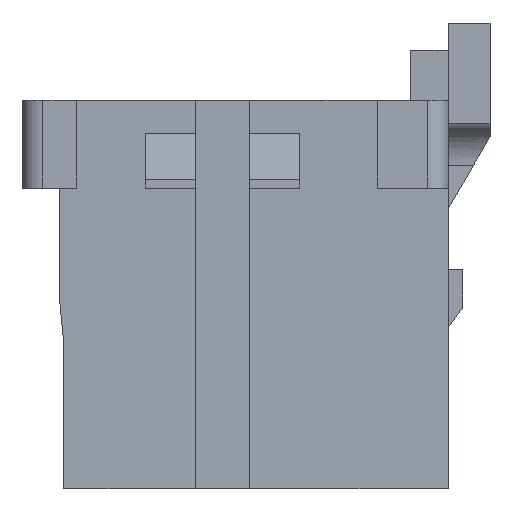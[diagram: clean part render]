
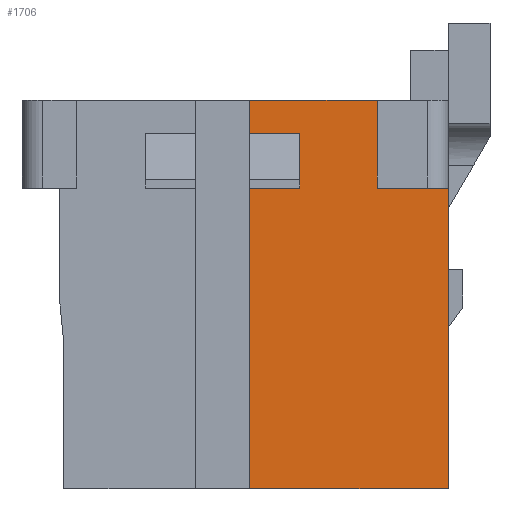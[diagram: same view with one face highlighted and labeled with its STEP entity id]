
A CAD part, left-side view. The second image highlights one B-rep face of the part: STEP entity #1706.
In plain terms, the highlighted planar face has unit normal (-1, 0, 0).
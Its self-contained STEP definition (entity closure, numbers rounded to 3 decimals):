
#1706 = ADVANCED_FACE( '', ( #4211 ), #4212, .F. );
#4211 = FACE_OUTER_BOUND( '', #7453, .T. );
#4212 = PLANE( '', #7454 );
#7453 = EDGE_LOOP( '', ( #12927, #12928, #12929, #12930, #12931, #12932, #12933, #12934, #12935, #12936 ) );
#7454 = AXIS2_PLACEMENT_3D( '', #12937, #12938, #12939 );
#12927 = ORIENTED_EDGE( '', *, *, #21570, .T. );
#12928 = ORIENTED_EDGE( '', *, *, #21571, .T. );
#12929 = ORIENTED_EDGE( '', *, *, #19996, .F. );
#12930 = ORIENTED_EDGE( '', *, *, #20792, .F. );
#12931 = ORIENTED_EDGE( '', *, *, #21572, .F. );
#12932 = ORIENTED_EDGE( '', *, *, #21573, .F. );
#12933 = ORIENTED_EDGE( '', *, *, #20437, .F. );
#12934 = ORIENTED_EDGE( '', *, *, #21482, .F. );
#12935 = ORIENTED_EDGE( '', *, *, #19992, .F. );
#12936 = ORIENTED_EDGE( '', *, *, #21574, .T. );
#12937 = CARTESIAN_POINT( '', ( -17.8, 0., 0. ) );
#12938 = DIRECTION( '', ( 1., 0., 0. ) );
#12939 = DIRECTION( '', ( 0., 0., -1. ) );
#19992 = EDGE_CURVE( '', #24231, #24233, #24234, .T. );
#19996 = EDGE_CURVE( '', #24239, #24241, #24242, .T. );
#20437 = EDGE_CURVE( '', #25029, #25030, #25031, .T. );
#20792 = EDGE_CURVE( '', #25620, #24239, #25622, .T. );
#21482 = EDGE_CURVE( '', #24233, #25029, #26701, .T. );
#21570 = EDGE_CURVE( '', #26843, #26844, #26845, .T. );
#21571 = EDGE_CURVE( '', #26844, #24241, #26846, .T. );
#21572 = EDGE_CURVE( '', #26847, #25620, #26848, .T. );
#21573 = EDGE_CURVE( '', #25030, #26847, #26849, .T. );
#21574 = EDGE_CURVE( '', #24231, #26843, #26850, .T. );
#24231 = VERTEX_POINT( '', #30284 );
#24233 = VERTEX_POINT( '', #30287 );
#24234 = LINE( '', #30288, #30289 );
#24239 = VERTEX_POINT( '', #30296 );
#24241 = VERTEX_POINT( '', #30299 );
#24242 = LINE( '', #30300, #30301 );
#25029 = VERTEX_POINT( '', #31461 );
#25030 = VERTEX_POINT( '', #31462 );
#25031 = LINE( '', #31463, #31464 );
#25620 = VERTEX_POINT( '', #32355 );
#25622 = LINE( '', #32358, #32359 );
#26701 = LINE( '', #33983, #33984 );
#26843 = VERTEX_POINT( '', #34202 );
#26844 = VERTEX_POINT( '', #34203 );
#26845 = LINE( '', #34204, #34205 );
#26846 = LINE( '', #34206, #34207 );
#26847 = VERTEX_POINT( '', #34208 );
#26848 = LINE( '', #34209, #34210 );
#26849 = LINE( '', #34211, #34212 );
#26850 = LINE( '', #34213, #34214 );
#30284 = CARTESIAN_POINT( '', ( -17.8, -0.35, 3.85 ) );
#30287 = CARTESIAN_POINT( '', ( -17.8, -0.35, 4.65 ) );
#30288 = CARTESIAN_POINT( '', ( -17.8, -0.35, -4.65 ) );
#30289 = VECTOR( '', #38174, 1000. );
#30296 = CARTESIAN_POINT( '', ( -17.8, -0.35, -4.65 ) );
#30299 = CARTESIAN_POINT( '', ( -17.8, -0.35, 2.55 ) );
#30300 = CARTESIAN_POINT( '', ( -17.8, -0.35, -4.65 ) );
#30301 = VECTOR( '', #38178, 1000. );
#31461 = CARTESIAN_POINT( '', ( -17.8, -3.4, 4.65 ) );
#31462 = CARTESIAN_POINT( '', ( -17.8, -3.4, 2.55 ) );
#31463 = CARTESIAN_POINT( '', ( -17.8, -3.4, 4.65 ) );
#31464 = VECTOR( '', #38564, 1000. );
#32355 = CARTESIAN_POINT( '', ( -17.8, -5.1, -4.65 ) );
#32358 = CARTESIAN_POINT( '', ( -17.8, -5.1, -4.65 ) );
#32359 = VECTOR( '', #38880, 1000. );
#33983 = CARTESIAN_POINT( '', ( -17.8, 5.1, 4.65 ) );
#33984 = VECTOR( '', #39459, 1000. );
#34202 = CARTESIAN_POINT( '', ( -17.8, -1.55, 3.85 ) );
#34203 = CARTESIAN_POINT( '', ( -17.8, -1.55, 2.55 ) );
#34204 = CARTESIAN_POINT( '', ( -17.8, -1.55, 3.85 ) );
#34205 = VECTOR( '', #39548, 1000. );
#34206 = CARTESIAN_POINT( '', ( -17.8, -1.55, 2.55 ) );
#34207 = VECTOR( '', #39549, 1000. );
#34208 = CARTESIAN_POINT( '', ( -17.8, -5.1, 2.55 ) );
#34209 = CARTESIAN_POINT( '', ( -17.8, -5.1, 4.65 ) );
#34210 = VECTOR( '', #39550, 1000. );
#34211 = CARTESIAN_POINT( '', ( -17.8, -3.4, 2.55 ) );
#34212 = VECTOR( '', #39551, 1000. );
#34213 = CARTESIAN_POINT( '', ( -17.8, -0.35, 3.85 ) );
#34214 = VECTOR( '', #39552, 1000. );
#38174 = DIRECTION( '', ( 0., 0., 1. ) );
#38178 = DIRECTION( '', ( 0., 0., 1. ) );
#38564 = DIRECTION( '', ( 0., 0., -1. ) );
#38880 = DIRECTION( '', ( 0., 1., 0. ) );
#39459 = DIRECTION( '', ( 0., -1., 0. ) );
#39548 = DIRECTION( '', ( 0., 0., -1. ) );
#39549 = DIRECTION( '', ( 0., 1., 0. ) );
#39550 = DIRECTION( '', ( 0., 0., -1. ) );
#39551 = DIRECTION( '', ( 0., -1., 0. ) );
#39552 = DIRECTION( '', ( 0., -1., 0. ) );
